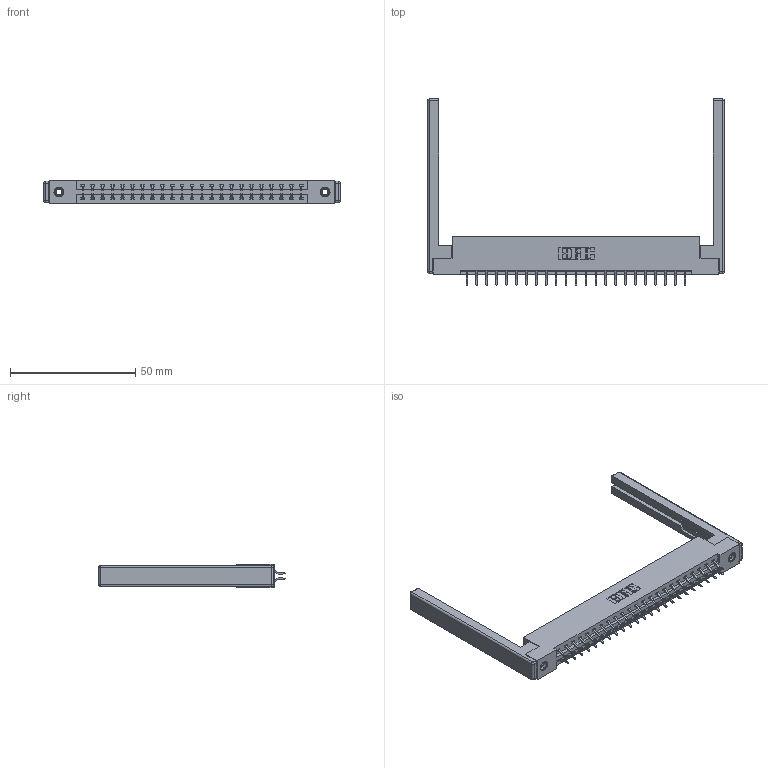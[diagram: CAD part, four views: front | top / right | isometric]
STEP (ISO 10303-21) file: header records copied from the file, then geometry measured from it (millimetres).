
FILE_DESCRIPTION (( 'STEP AP203' ), '1' );
FILE_NAME ('387-046-556-268.STEP', '2019-10-18T08:19:05', ( '' ), ( '' ), 'SwSTEP 2.0', 'SolidWorks 2016', '' );
FILE_SCHEMA (( 'CONFIG_CONTROL_DESIGN' ));
Length unit declared in the file: inch
Products named in the file (5): 345-292-001_556 Tail; 387-046-556-268; 307-220-068; 337 Part_Flush Mounting Lugs - 0.156 Dia-TI; 345-250-001_345-250-001-102
Assembly tree (51 placements, depth 2):
  387-046-556-268
    337 Part_Flush Mounting Lugs - 0.156 Dia-TI
    345-292-001_556 Tail  x46
    345-250-001_345-250-001-102  x2
    307-220-068  x2
Bounding box: 118.57 x 74.31 x 9.4 mm (x, y, z)
Volume: 16625.6 mm3; surface area: 17639.5 mm2
Topology: 51 solids, 51 shells, 3028 faces, 8935 edges, 5874 vertices
Faces by surface type: plane 2090, cylinder 914, cone 12, sphere 8, torus 4
Entity records: 23270 total; most frequent: CARTESIAN_POINT 3915, ORIENTED_EDGE 3828, DIRECTION 3424, EDGE_CURVE 1914, LINE 1728, VECTOR 1728, VERTEX_POINT 1266, AXIS2_PLACEMENT_3D 848
